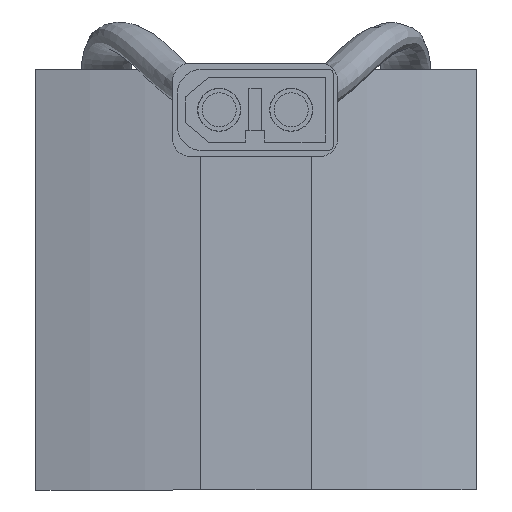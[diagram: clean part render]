
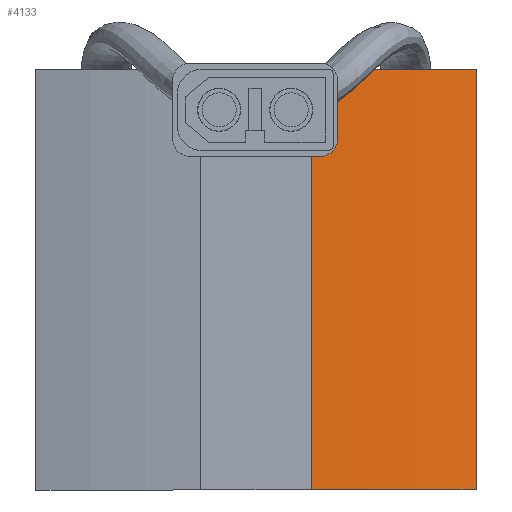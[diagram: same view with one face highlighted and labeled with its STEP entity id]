
A CAD part, front view. The second image highlights one B-rep face of the part: STEP entity #4133.
In plain terms, the highlighted cylindrical face has radius 77.284 mm (diameter 154.569 mm), a partial arc.
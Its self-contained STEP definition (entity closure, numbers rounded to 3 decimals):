
#93=CYLINDRICAL_SURFACE('',#4392,77.284);
#144=CIRCLE('',#4385,77.284);
#148=CIRCLE('',#4393,77.284);
#522=FACE_OUTER_BOUND('',#764,.T.);
#764=EDGE_LOOP('',(#3841,#3842,#3843,#3844));
#1166=LINE('',#8971,#1571);
#1170=LINE('',#8981,#1575);
#1571=VECTOR('',#5229,10.);
#1575=VECTOR('',#5239,10.);
#2086=VERTEX_POINT('',#8958);
#2087=VERTEX_POINT('',#8960);
#2090=VERTEX_POINT('',#8970);
#2093=VERTEX_POINT('',#8980);
#2669=EDGE_CURVE('',#2086,#2087,#144,.T.);
#2674=EDGE_CURVE('',#2087,#2090,#1166,.T.);
#2679=EDGE_CURVE('',#2093,#2086,#1170,.T.);
#2680=EDGE_CURVE('',#2090,#2093,#148,.T.);
#3841=ORIENTED_EDGE('',*,*,#2669,.F.);
#3842=ORIENTED_EDGE('',*,*,#2679,.F.);
#3843=ORIENTED_EDGE('',*,*,#2680,.F.);
#3844=ORIENTED_EDGE('',*,*,#2674,.F.);
#4133=ADVANCED_FACE('',(#522),#93,.T.);
#4385=AXIS2_PLACEMENT_3D('',#8961,#5217,#5218);
#4392=AXIS2_PLACEMENT_3D('',#8979,#5237,#5238);
#4393=AXIS2_PLACEMENT_3D('',#8982,#5240,#5241);
#5217=DIRECTION('center_axis',(0.,0.,
1.));
#5218=DIRECTION('ref_axis',(-0.285,-0.959,0.));
#5229=DIRECTION('',(0.,0.,-1.));
#5237=DIRECTION('center_axis',(0.,0.,
-1.));
#5238=DIRECTION('ref_axis',(-0.285,-0.959,0.));
#5239=DIRECTION('',(0.,0.,1.));
#5240=DIRECTION('center_axis',(0.,0.,
-1.));
#5241=DIRECTION('ref_axis',(-0.285,-0.959,0.));
#8958=CARTESIAN_POINT('',(5.521,-67.5,42.));
#8960=CARTESIAN_POINT('',(22.,-64.5,42.));
#8961=CARTESIAN_POINT('Origin',(0.,9.587,42.));
#8970=CARTESIAN_POINT('',(22.,-64.5,0.));
#8971=CARTESIAN_POINT('',(22.,-64.5,42.));
#8979=CARTESIAN_POINT('Origin',(0.,9.587,42.));
#8980=CARTESIAN_POINT('',(5.521,-67.5,0.));
#8981=CARTESIAN_POINT('',(5.521,-67.5,42.));
#8982=CARTESIAN_POINT('Origin',(0.,9.587,
0.));
